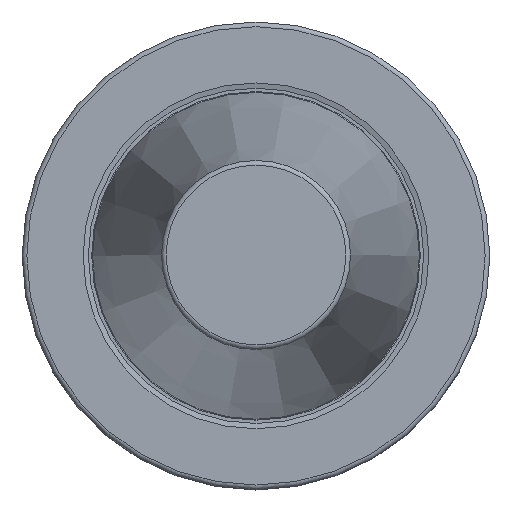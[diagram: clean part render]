
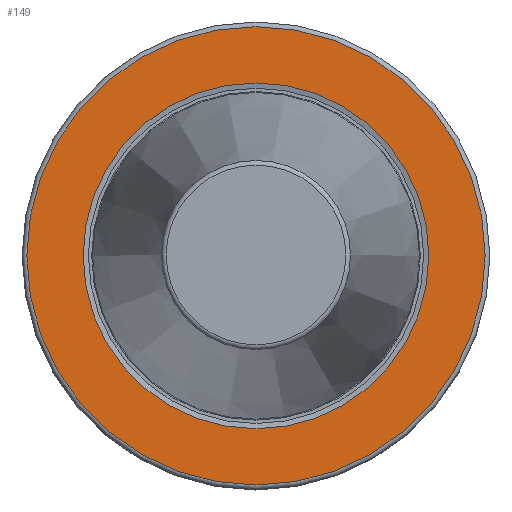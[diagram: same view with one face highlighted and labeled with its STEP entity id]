
A CAD part, top view. The second image highlights one B-rep face of the part: STEP entity #149.
In plain terms, the highlighted planar face has unit normal (0, 0, 1).
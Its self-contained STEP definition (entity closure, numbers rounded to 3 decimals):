
#76=FACE_BOUND('',#212,.T.);
#77=FACE_BOUND('',#213,.T.);
#149=ADVANCED_FACE('',(#76,#77),#184,.T.);
#184=PLANE('',#496);
#212=EDGE_LOOP('',(#292));
#213=EDGE_LOOP('',(#293));
#292=ORIENTED_EDGE('',*,*,#405,.T.);
#293=ORIENTED_EDGE('',*,*,#404,.F.);
#364=VERTEX_POINT('',#748);
#365=VERTEX_POINT('',#751);
#404=EDGE_CURVE('',#364,#364,#444,.T.);
#405=EDGE_CURVE('',#365,#365,#445,.T.);
#444=CIRCLE('',#493,36.95);
#445=CIRCLE('',#495,48.987);
#493=AXIS2_PLACEMENT_3D('',#747,#592,#593);
#495=AXIS2_PLACEMENT_3D('',#750,#596,#597);
#496=AXIS2_PLACEMENT_3D('',#752,#598,#599);
#592=DIRECTION('',(0.0,0.0,1.0));
#593=DIRECTION('',(1.0,0.0,0.0));
#596=DIRECTION('',(0.0,0.0,1.0));
#597=DIRECTION('',(1.0,0.0,0.0));
#598=DIRECTION('',(0.0,0.0,1.0));
#599=DIRECTION('',(1.0,0.0,0.0));
#747=CARTESIAN_POINT('',(0.0,0.0,-1.5));
#748=CARTESIAN_POINT('',(36.95,0.0,-1.5));
#750=CARTESIAN_POINT('',(0.0,0.0,-1.5));
#751=CARTESIAN_POINT('',(48.987,0.0,-1.5));
#752=CARTESIAN_POINT('',(0.0,36.95,-1.5));
